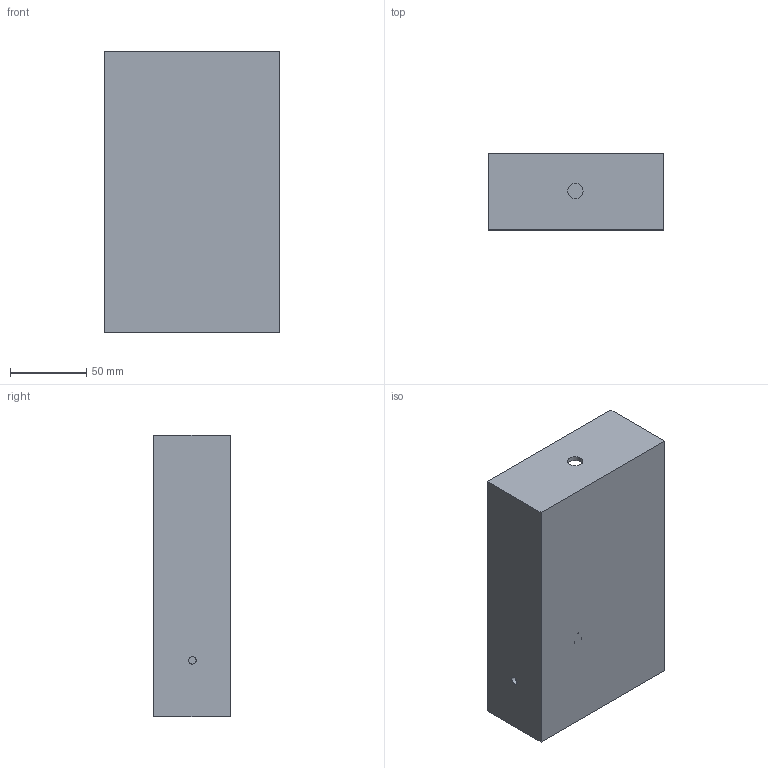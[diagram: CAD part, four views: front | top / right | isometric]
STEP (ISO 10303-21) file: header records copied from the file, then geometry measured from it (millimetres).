
FILE_DESCRIPTION(/* description */ (''),/* implementation_level */ '2;1');
FILE_NAME(/* name */ 'bagian dalam.step',/* time_stamp */ '2024-06-03T15:08:08+07:00',/* author */ (''),/* organization */ (''),/* preprocessor_version */ 'ST-DEVELOPER v20',/* originating_system */ 'Autodesk Translation Framework v13.14.0.145',/* authorisation */ '');
FILE_SCHEMA (('AUTOMOTIVE_DESIGN { 1 0 10303 214 3 1 1 }'));
Products named in the file (22): dalam; arduino; Degraw Audio amp with volume knob v1; Módulo_Micrófono; Fusion002; Array; Fusion008; Fusion007; Fillet; Sketch007; Sketch014; Sketch013; Trimpot; Integrado; Espadín; Pad004; Pad003; Pad001; Pad002; Pad; Fusion009; Fusion013
Assembly tree (25 placements, depth 3):
  dalam
    arduino
    Degraw Audio amp with volume knob v1
    Módulo_Micrófono
      Fusion002
      Array
      Fusion008
      Fusion007
      Fillet
      Sketch007
      Sketch014
      Sketch013
      Trimpot
      Integrado
      Espadín
      Fusion013  x2
      Fusion009  x4
      Pad004
      Pad003
      Pad001
      Pad002
      Pad
Bounding box: 115 x 50 x 184.65 mm (x, y, z)
Volume: 162058.6 mm3; surface area: 118598.6 mm2
Topology: 87 solids, 117 shells, 1732 faces, 4855 edges, 3407 vertices
Faces by surface type: plane 1311, bspline 262, cylinder 146, torus 9, sphere 2, cone 2
Full cylindrical faces by diameter (mm): 0.4 x1, 0.5 x3, 0.7 x9, 0.9 x6, 1 x10, 1.015 x2, 1.2 x1, 1.6 x6, 1.75 x9, 2 x1, 3 x5, 3.4 x1, 3.5 x1, 5 x1, 5.75 x1, 5.8 x1, 6 x3, 6.927 x1, 7.505 x1, 9.4 x1, 10 x2
Entity records: 63169 total; most frequent: CARTESIAN_POINT 21043, ORIENTED_EDGE 8662, DIRECTION 6927, EDGE_CURVE 4735, VERTEX_POINT 3343, LINE 3301, VECTOR 3301, EDGE_LOOP 1877
